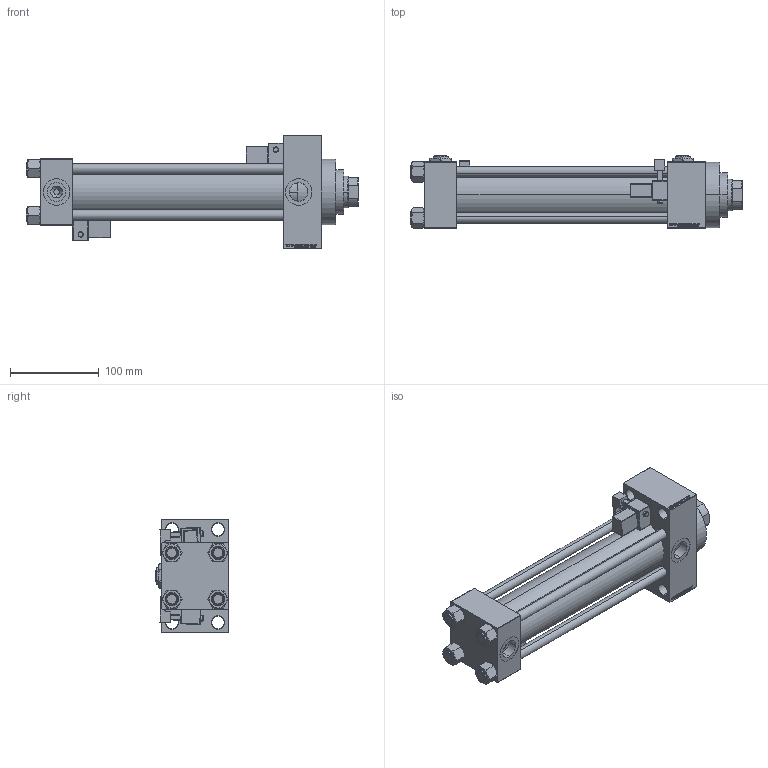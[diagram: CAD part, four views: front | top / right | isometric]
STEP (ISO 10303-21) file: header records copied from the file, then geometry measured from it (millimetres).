
FILE_DESCRIPTION (( 'STEP AP203' ), '1' );
FILE_NAME ('c6fe.STEP', '2025-05-07T14:38:48', ( '' ), ( '' ), 'SwSTEP 2.0', 'SolidWorks 2019', '' );
FILE_SCHEMA (( 'CONFIG_CONTROL_DESIGN' ));
Length unit declared in the file: millimetre
Products named in the file (8): V215CR_D_Body 46d49e4f667169dd5c321387fb55dac7; NUT_M5_D 46d49e4f667169dd5c321387fb55dac7; c6fe; V215CR_D_TYCINKA 46d49e4f667169dd5c321387fb55dac7; Zatka_pro_OIL_PORT 46d49e4f667169dd5c321387fb55dac7; V215CR_VCP_D 46d49e4f667169dd5c321387fb55dac7; V215_VC_A 46d49e4f667169dd5c321387fb55dac7; V215CR_MSU 46d49e4f667169dd5c321387fb55dac7
Assembly tree (15 placements, depth 2):
  c6fe
    V215CR_D_Body 46d49e4f667169dd5c321387fb55dac7
    V215CR_VCP_D 46d49e4f667169dd5c321387fb55dac7
    NUT_M5_D 46d49e4f667169dd5c321387fb55dac7  x4
    V215CR_D_TYCINKA 46d49e4f667169dd5c321387fb55dac7  x4
    V215_VC_A 46d49e4f667169dd5c321387fb55dac7
    V215CR_MSU 46d49e4f667169dd5c321387fb55dac7  x2
    Zatka_pro_OIL_PORT 46d49e4f667169dd5c321387fb55dac7  x2
Bounding box: 375 x 82.27 x 128 mm (x, y, z)
Volume: 1217678.7 mm3; surface area: 297739.1 mm2
Topology: 15 solids, 15 shells, 1359 faces, 3342 edges, 2113 vertices
Faces by surface type: plane 603, bspline 368, cone 184, cylinder 160, sphere 24, torus 20
Entity records: 51487 total; most frequent: CARTESIAN_POINT 26055, ORIENTED_EDGE 5602, DIRECTION 3845, EDGE_CURVE 2801, VERTEX_POINT 1815, VECTOR 1651, LINE 1651, EDGE_LOOP 1262
